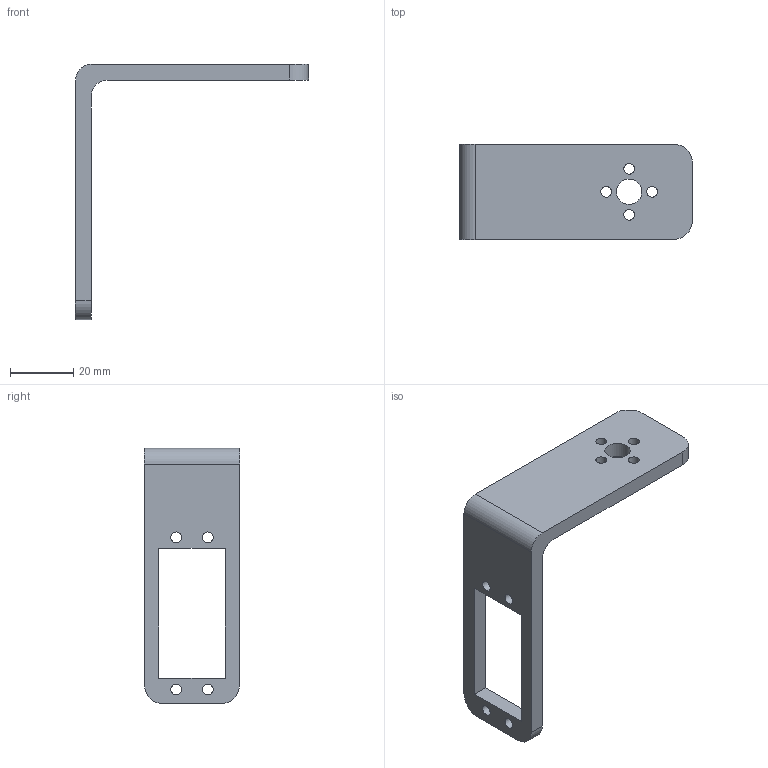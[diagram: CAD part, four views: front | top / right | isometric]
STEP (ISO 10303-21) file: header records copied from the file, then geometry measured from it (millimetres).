
FILE_DESCRIPTION(('CAx-IF Rec.Pracs.---Model Styling and Organization---1.5---2016-08-15','CAx-IF Rec.Pracs.---Geometric and Assembly Validation Properties---4.4---2016-08-17','CAx-IF Rec.Pracs.---User Defined Attributes---1.5---2016-08-15','CAx-IF Rec.Pracs.---External References---2.1---2005-01-19'),'2;1');
FILE_NAME('base 4.stp','2024-03-04T21:49:31',('Unspecified'),('Unspecified'),'CAD Exchanger 3.24.0 (cadexchanger.com)','Unspecified','');
FILE_SCHEMA(('AP242_MANAGED_MODEL_BASED_3D_ENGINEERING_MIM_LF { 1 0 10303 442 1 1 4 }'));
Length unit declared in the file: millimetre
Products named in the file (1): base 4
Bounding box: 73.54 x 30 x 80.61 mm (x, y, z)
Volume: 17297.3 mm3; surface area: 9703 mm2
Topology: 1 solids, 1 shells, 27 faces, 75 edges, 50 vertices
Faces by surface type: cylinder 15, plane 12
Full cylindrical faces by diameter (mm): 3.4 x8, 8 x1
Entity records: 1711 total; most frequent: CARTESIAN_POINT 666, DIRECTION 192, ORIENTED_EDGE 150, POLYLINE 118, AXIS2_PLACEMENT_3D 78, EDGE_CURVE 75, VERTEX_POINT 50, FACE_BOUND 47
